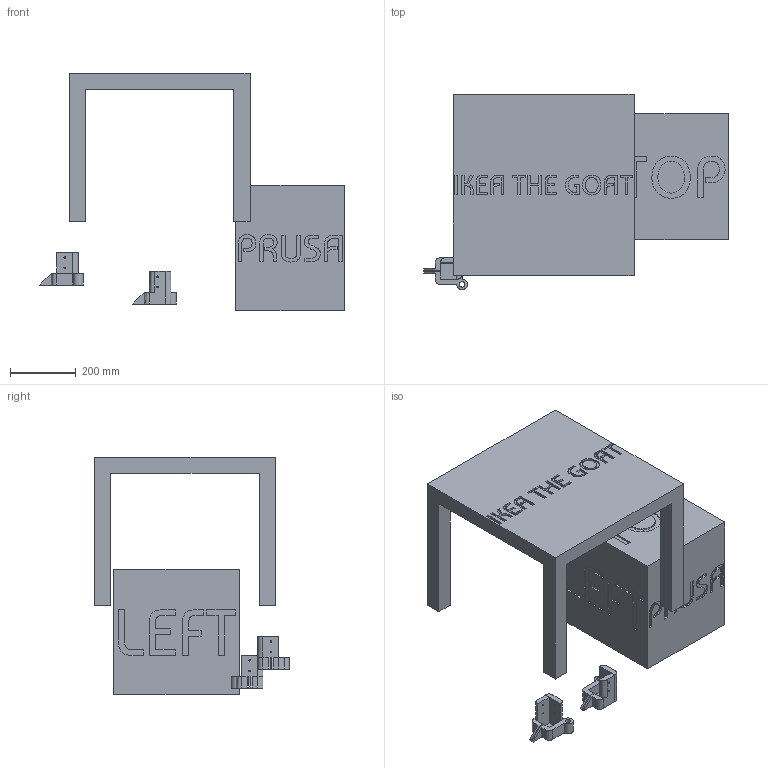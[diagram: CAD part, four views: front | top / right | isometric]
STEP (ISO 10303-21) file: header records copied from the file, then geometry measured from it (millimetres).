
FILE_DESCRIPTION(/* description */ ('STEP AP242','CAx-IF Rec.Pracs.---Representation and Presentation of Product Manufacturing Information (PMI)---4.0---2014-10-13','CAx-IF Rec.Pracs.---3D Tessellated Geometry---0.4---2014-09-14','2;1'),/* implementation_level */ '2;1');
FILE_NAME(/* name */ '66745a4fb40e4b1d6e4f757c',/* time_stamp */ '2024-06-20T16:35:28Z',/* author */ (''),/* organization */ (''),/* preprocessor_version */ 'ST-DEVELOPER v20',/* originating_system */ ' ',/* authorisation */ ' ');
FILE_SCHEMA (('AP242_MANAGED_MODEL_BASED_3D_ENGINEERING_MIM_LF { 1 0 10303 442 1 1 4 }'));
Length unit declared in the file: metre
Products named in the file (5): stuff; Hinge Leg 2; LACK Table; Prusa Footprint; Hinge Leg
Assembly tree (4 placements, depth 2):
  stuff
    Hinge Leg 2
    LACK Table
    Prusa Footprint
    Hinge Leg
Bounding box: 925.44 x 591.95 x 720.67 mm (x, y, z)
Volume: 66568031.6 mm3; surface area: 2001293.3 mm2
Topology: 4 solids, 4 shells, 789 faces, 2211 edges, 1472 vertices
Faces by surface type: plane 424, bspline 353, cylinder 12
Full cylindrical faces by diameter (mm): 4.5 x8, 16.5 x2
Entity records: 26404 total; most frequent: CARTESIAN_POINT 8475, ORIENTED_EDGE 4386, DIRECTION 2374, EDGE_CURVE 2193, VERTEX_POINT 1464, LINE 1444, VECTOR 1444, EDGE_LOOP 861
